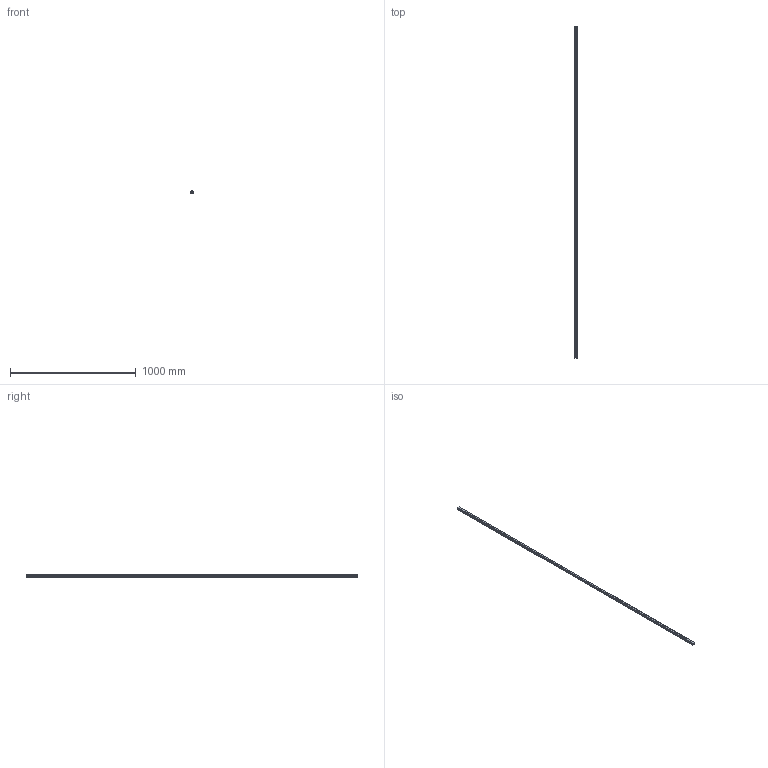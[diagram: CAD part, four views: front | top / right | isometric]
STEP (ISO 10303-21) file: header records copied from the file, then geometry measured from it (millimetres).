
FILE_DESCRIPTION(('STEP AP214'),'1');
FILE_NAME('cctmp_E2C82964-2F10-453E-8BEC-BF4F1EC362F4_2021_01_22_13_31_56_0518..stp','2021-01-22T12:31:56',('HIWIN GmbH'),('CADClick - www.CADClick.com'),'Spatial InterOp 3D',' ','unknown authorization');
FILE_SCHEMA(('AUTOMOTIVE_DESIGN'));
Length unit declared in the file: millimetre
Products named in the file (1): HGR20T2640C_FILE
Bounding box: 20 x 2640 x 17.5 mm (x, y, z)
Volume: 779729 mm3; surface area: 210476.9 mm2
Topology: 1 solids, 1 shells, 283 faces, 743 edges, 422 vertices
Faces by surface type: cylinder 110, cone 88, plane 85
Entity records: 10305 total; most frequent: DIRECTION 1443, CARTESIAN_POINT 1361, ORIENTED_EDGE 1310, EDGE_CURVE 655, AXIS2_PLACEMENT_3D 504, LINE 435, VECTOR 435, VERTEX_POINT 422
